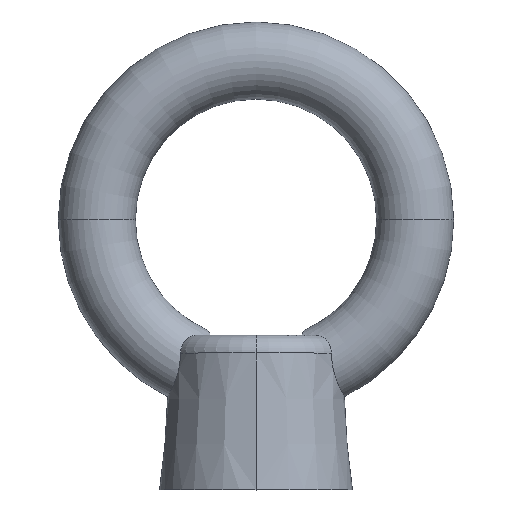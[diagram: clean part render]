
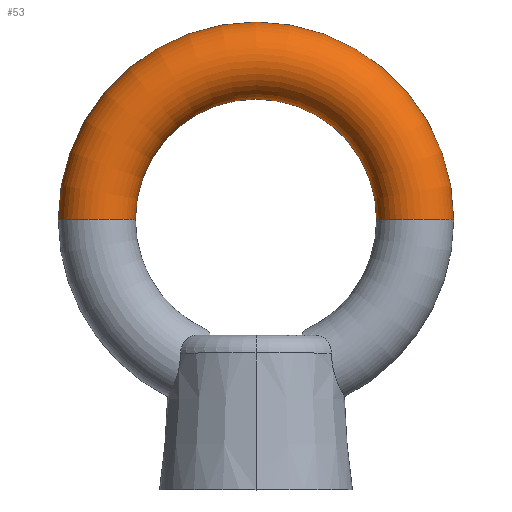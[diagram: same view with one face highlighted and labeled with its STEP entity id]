
A CAD part, top view. The second image highlights one B-rep face of the part: STEP entity #53.
In plain terms, the highlighted toroidal (fillet/blend) face has major radius 16.5 mm and minor radius 4 mm.
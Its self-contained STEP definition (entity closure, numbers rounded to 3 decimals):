
#53 = ADVANCED_FACE ( 'NONE', ( #334 ), #309, .T. ) ;
#54 = EDGE_LOOP ( 'NONE', ( #55, #56, #58, #59 ) ) ;
#55 = ORIENTED_EDGE ( 'NONE', *, *, #196, .F. ) ;
#56 = ORIENTED_EDGE ( 'NONE', *, *, #57, .F. ) ;
#57 = EDGE_CURVE ( 'NONE', #185, #207, #392, .T. ) ;
#58 = ORIENTED_EDGE ( 'NONE', *, *, #199, .T. ) ;
#59 = ORIENTED_EDGE ( 'NONE', *, *, #60, .T. ) ;
#60 = EDGE_CURVE ( 'NONE', #105, #104, #363, .T. ) ;
#104 = VERTEX_POINT ( 'NONE', #407 ) ;
#105 = VERTEX_POINT ( 'NONE', #406 ) ;
#185 = VERTEX_POINT ( 'NONE', #565 ) ;
#196 = EDGE_CURVE ( 'NONE', #207, #104, #480, .T. ) ;
#199 = EDGE_CURVE ( 'NONE', #185, #105, #657, .T. ) ;
#207 = VERTEX_POINT ( 'NONE', #617 ) ;
#309 = TOROIDAL_SURFACE ( 'NONE', #330, 16.5, 4. ) ;
#328 = DIRECTION ( 'NONE',  ( -1., 0., 0. ) ) ;
#329 = DIRECTION ( 'NONE',  ( 0., 0., -1. ) ) ;
#330 = AXIS2_PLACEMENT_3D ( 'NONE', #332, #329, #328 ) ;
#332 = CARTESIAN_POINT ( 'NONE',  ( 0., 0., 0. ) ) ;
#334 = FACE_OUTER_BOUND ( 'NONE', #54, .T. ) ;
#355 = AXIS2_PLACEMENT_3D ( 'NONE', #423, #422, #356 ) ;
#356 = DIRECTION ( 'NONE',  ( 0., 0., -1. ) ) ;
#361 = CARTESIAN_POINT ( 'NONE',  ( 16.5, 0., 0. ) ) ;
#362 = AXIS2_PLACEMENT_3D ( 'NONE', #361, #421, #420 ) ;
#363 = CIRCLE ( 'NONE', #362, 4. ) ;
#392 = CIRCLE ( 'NONE', #355, 4. ) ;
#406 = CARTESIAN_POINT ( 'NONE',  ( 12.5, 0., 0. ) ) ;
#407 = CARTESIAN_POINT ( 'NONE',  ( 20.5, 0., 0. ) ) ;
#420 = DIRECTION ( 'NONE',  ( -1., 0., 0. ) ) ;
#421 = DIRECTION ( 'NONE',  ( 0., 1., 0. ) ) ;
#422 = DIRECTION ( 'NONE',  ( 0., -1., 0. ) ) ;
#423 = CARTESIAN_POINT ( 'NONE',  ( -16.5, 0., 0. ) ) ;
#479 = CARTESIAN_POINT ( 'NONE',  ( 0., 0., 0. ) ) ;
#480 = CIRCLE ( 'NONE', #660, 20.5 ) ;
#565 = CARTESIAN_POINT ( 'NONE',  ( -12.5, 0., 0. ) ) ;
#617 = CARTESIAN_POINT ( 'NONE',  ( -20.5, 0., 0. ) ) ;
#653 = DIRECTION ( 'NONE',  ( -1., 0., 0. ) ) ;
#654 = DIRECTION ( 'NONE',  ( 0., 0., -1. ) ) ;
#655 = CARTESIAN_POINT ( 'NONE',  ( 0., 0., 0. ) ) ;
#656 = AXIS2_PLACEMENT_3D ( 'NONE', #655, #654, #653 ) ;
#657 = CIRCLE ( 'NONE', #656, 12.5 ) ;
#658 = DIRECTION ( 'NONE',  ( -1., 0., 0. ) ) ;
#659 = DIRECTION ( 'NONE',  ( 0., 0., -1. ) ) ;
#660 = AXIS2_PLACEMENT_3D ( 'NONE', #479, #659, #658 ) ;
